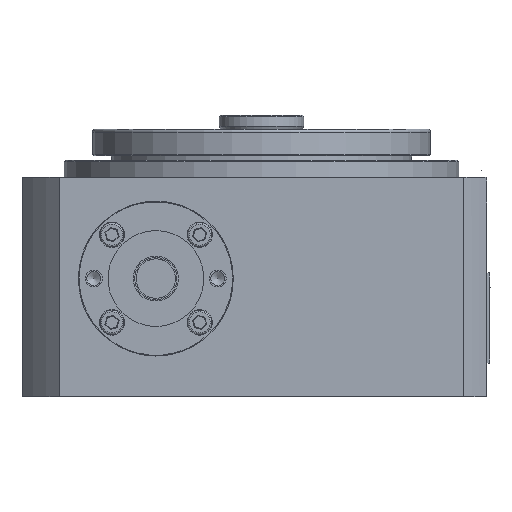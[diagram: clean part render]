
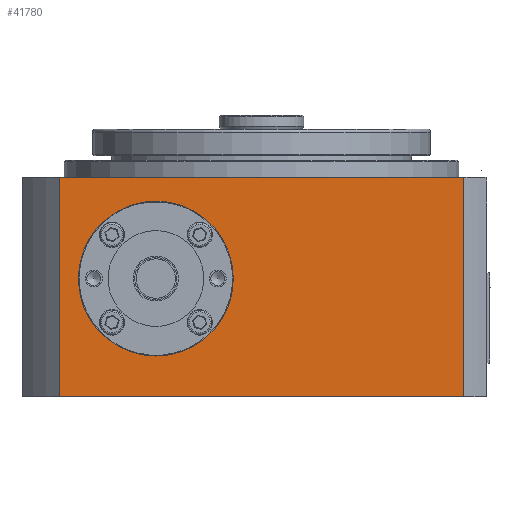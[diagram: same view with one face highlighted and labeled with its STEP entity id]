
A CAD part, front view. The second image highlights one B-rep face of the part: STEP entity #41780.
In plain terms, the highlighted planar face has unit normal (0, -1, 0).
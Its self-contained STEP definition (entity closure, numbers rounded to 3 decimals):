
#1911=LINE('',#120181,#4472);
#2193=LINE('',#123524,#4754);
#2194=LINE('',#123526,#4755);
#2195=LINE('',#123528,#4756);
#4472=VECTOR('',#48000,1000.);
#4754=VECTOR('',#48402,1000.);
#4755=VECTOR('',#48403,1000.);
#4756=VECTOR('',#48404,1000.);
#6628=PLANE('',#43606);
#7251=CIRCLE('',#43528,27.5);
#12358=ORIENTED_EDGE('',*,*,#17997,.F.);
#12359=ORIENTED_EDGE('',*,*,#17600,.T.);
#12360=ORIENTED_EDGE('',*,*,#17998,.F.);
#12361=ORIENTED_EDGE('',*,*,#17999,.F.);
#12362=ORIENTED_EDGE('',*,*,#17569,.T.);
#17569=EDGE_CURVE('',#20881,#20881,#7251,.T.);
#17600=EDGE_CURVE('',#20894,#20904,#1911,.T.);
#17997=EDGE_CURVE('',#20894,#21263,#2193,.F.);
#17998=EDGE_CURVE('',#21264,#20904,#2194,.T.);
#17999=EDGE_CURVE('',#21263,#21264,#2195,.T.);
#20881=VERTEX_POINT('',#120116);
#20894=VERTEX_POINT('',#120160);
#20904=VERTEX_POINT('',#120180);
#21263=VERTEX_POINT('',#123525);
#21264=VERTEX_POINT('',#123527);
#24686=EDGE_LOOP('',(#12358,#12359,#12360,#12361));
#24687=EDGE_LOOP('',(#12362));
#27189=FACE_BOUND('',#24686,.T.);
#27190=FACE_BOUND('',#24687,.T.);
#41780=ADVANCED_FACE('',(#27189,#27190),#6628,.T.);
#43528=AXIS2_PLACEMENT_3D('',#120115,#47939,#47940);
#43606=AXIS2_PLACEMENT_3D('',#123523,#48400,#48401);
#47939=DIRECTION('',(0.,1.,0.));
#47940=DIRECTION('',(1.,0.,0.));
#48000=DIRECTION('',(1.,0.,0.));
#48400=DIRECTION('',(0.,-1.,0.));
#48401=DIRECTION('',(1.,0.,0.));
#48402=DIRECTION('',(0.,0.,-1.));
#48403=DIRECTION('',(0.,0.,-1.));
#48404=DIRECTION('',(1.,0.,0.));
#120115=CARTESIAN_POINT('',(-37.5,-72.5,42.));
#120116=CARTESIAN_POINT('',(-10.,-72.5,42.));
#120160=CARTESIAN_POINT('',(-71.748,-72.5,0.));
#120180=CARTESIAN_POINT('',(71.748,-72.5,0.));
#120181=CARTESIAN_POINT('',(80.,-72.5,0.));
#123523=CARTESIAN_POINT('',(80.,-72.5,117.5));
#123524=CARTESIAN_POINT('',(-71.748,-72.5,166.587));
#123525=CARTESIAN_POINT('',(-71.748,-72.5,78.));
#123526=CARTESIAN_POINT('',(71.748,-72.5,166.587));
#123527=CARTESIAN_POINT('',(71.748,-72.5,78.));
#123528=CARTESIAN_POINT('',(80.,-72.5,78.));
